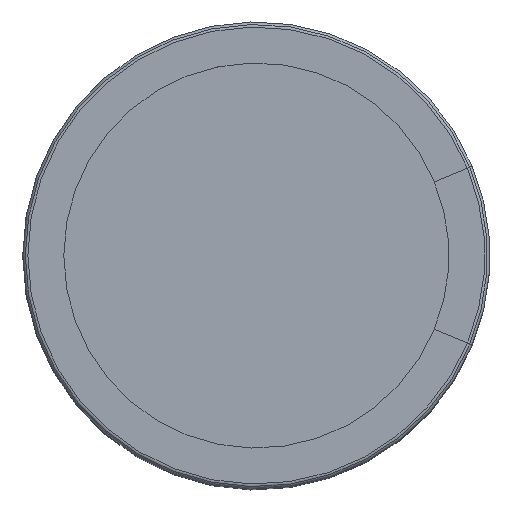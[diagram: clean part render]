
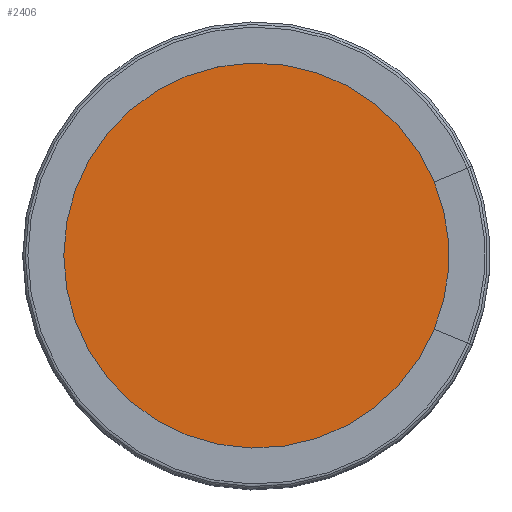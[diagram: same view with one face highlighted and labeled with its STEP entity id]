
A CAD part, top view. The second image highlights one B-rep face of the part: STEP entity #2406.
In plain terms, the highlighted planar face has unit normal (0, 0, 1).
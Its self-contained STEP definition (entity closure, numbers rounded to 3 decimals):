
#2215 = TOROIDAL_SURFACE('',#2216,8.8,0.2);
#2216 = AXIS2_PLACEMENT_3D('',#2217,#2218,#2219);
#2217 = CARTESIAN_POINT('',(0.,0.,20.65));
#2218 = DIRECTION('',(0.,0.,-1.));
#2219 = DIRECTION('',(1.,0.,0.));
#2284 = VERTEX_POINT('',#2285);
#2285 = CARTESIAN_POINT('',(8.8,0.,20.85));
#2353 = EDGE_CURVE('',#2284,#2284,#2354,.T.);
#2354 = SURFACE_CURVE('',#2355,(#2360,#2389),.PCURVE_S1.);
#2355 = CIRCLE('',#2356,8.8);
#2356 = AXIS2_PLACEMENT_3D('',#2357,#2358,#2359);
#2357 = CARTESIAN_POINT('',(0.,0.,20.85));
#2358 = DIRECTION('',(0.,0.,-1.));
#2359 = DIRECTION('',(-1.,0.,0.));
#2360 = PCURVE('',#2215,#2361);
#2361 = DEFINITIONAL_REPRESENTATION('',(#2362),#2388);
#2362 = B_SPLINE_CURVE_WITH_KNOTS('',3,(#2363,#2364,#2365,#2366,#2367,
    #2368,#2369,#2370,#2371,#2372,#2373,#2374,#2375,#2376,#2377,#2378,
    #2379,#2380,#2381,#2382,#2383,#2384,#2385,#2386,#2387),
  .UNSPECIFIED.,.F.,.F.,(4,1,1,1,1,1,1,1,1,1,1,1,1,1,1,1,1,1,1,1,1,1,4),
  (3.142,3.427,3.713,3.998,
    4.284,4.57,4.855,5.141,
    5.426,5.712,5.998,6.283,
    6.569,6.854,7.14,7.426,
    7.711,7.997,8.282,8.568,
    8.854,9.139,9.425),.UNSPECIFIED.);
#2363 = CARTESIAN_POINT('',(0.,4.712));
#2364 = CARTESIAN_POINT('',(0.095,4.712));
#2365 = CARTESIAN_POINT('',(0.286,4.712));
#2366 = CARTESIAN_POINT('',(0.571,4.712));
#2367 = CARTESIAN_POINT('',(0.857,4.712));
#2368 = CARTESIAN_POINT('',(1.142,4.712));
#2369 = CARTESIAN_POINT('',(1.428,4.712));
#2370 = CARTESIAN_POINT('',(1.714,4.712));
#2371 = CARTESIAN_POINT('',(1.999,4.712));
#2372 = CARTESIAN_POINT('',(2.285,4.712));
#2373 = CARTESIAN_POINT('',(2.57,4.712));
#2374 = CARTESIAN_POINT('',(2.856,4.712));
#2375 = CARTESIAN_POINT('',(3.142,4.712));
#2376 = CARTESIAN_POINT('',(3.427,4.712));
#2377 = CARTESIAN_POINT('',(3.713,4.712));
#2378 = CARTESIAN_POINT('',(3.998,4.712));
#2379 = CARTESIAN_POINT('',(4.284,4.712));
#2380 = CARTESIAN_POINT('',(4.57,4.712));
#2381 = CARTESIAN_POINT('',(4.855,4.712));
#2382 = CARTESIAN_POINT('',(5.141,4.712));
#2383 = CARTESIAN_POINT('',(5.426,4.712));
#2384 = CARTESIAN_POINT('',(5.712,4.712));
#2385 = CARTESIAN_POINT('',(5.998,4.712));
#2386 = CARTESIAN_POINT('',(6.188,4.712));
#2387 = CARTESIAN_POINT('',(6.283,4.712));
#2388 = ( GEOMETRIC_REPRESENTATION_CONTEXT(2) 
PARAMETRIC_REPRESENTATION_CONTEXT() REPRESENTATION_CONTEXT('2D SPACE',''
  ) );
#2389 = PCURVE('',#2390,#2395);
#2390 = PLANE('',#2391);
#2391 = AXIS2_PLACEMENT_3D('',#2392,#2393,#2394);
#2392 = CARTESIAN_POINT('',(9.68,9.68,20.85));
#2393 = DIRECTION('',(0.,0.,1.));
#2394 = DIRECTION('',(-1.,0.,0.));
#2395 = DEFINITIONAL_REPRESENTATION('',(#2396),#2404);
#2396 = ( BOUNDED_CURVE() B_SPLINE_CURVE(2,(#2397,#2398,#2399,#2400,
#2401,#2402,#2403),.UNSPECIFIED.,.T.,.F.) B_SPLINE_CURVE_WITH_KNOTS((1,2
    ,2,2,2,1),(-2.094,0.,2.094,4.189,
6.283,8.378),.UNSPECIFIED.) CURVE() 
GEOMETRIC_REPRESENTATION_ITEM() RATIONAL_B_SPLINE_CURVE((1.,0.5,1.,0.5,
1.,0.5,1.)) REPRESENTATION_ITEM('') );
#2397 = CARTESIAN_POINT('',(18.48,9.68));
#2398 = CARTESIAN_POINT('',(18.48,-5.562));
#2399 = CARTESIAN_POINT('',(5.28,2.059));
#2400 = CARTESIAN_POINT('',(-7.92,9.68));
#2401 = CARTESIAN_POINT('',(5.28,17.301));
#2402 = CARTESIAN_POINT('',(18.48,24.922));
#2403 = CARTESIAN_POINT('',(18.48,9.68));
#2404 = ( GEOMETRIC_REPRESENTATION_CONTEXT(2) 
PARAMETRIC_REPRESENTATION_CONTEXT() REPRESENTATION_CONTEXT('2D SPACE',''
  ) );
#2406 = ADVANCED_FACE('',(#2407),#2390,.T.);
#2407 = FACE_BOUND('',#2408,.T.);
#2408 = EDGE_LOOP('',(#2409));
#2409 = ORIENTED_EDGE('',*,*,#2353,.F.);
